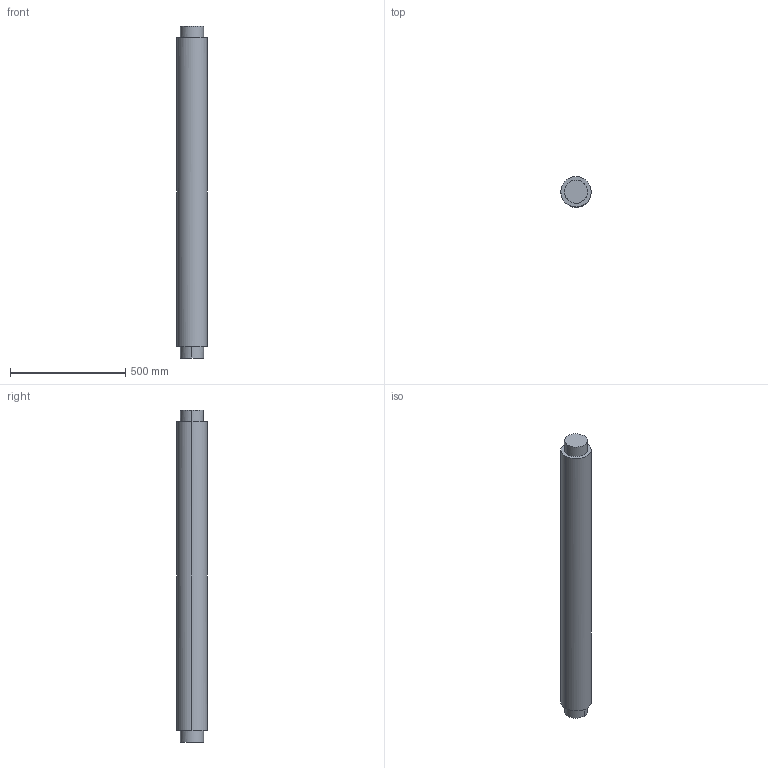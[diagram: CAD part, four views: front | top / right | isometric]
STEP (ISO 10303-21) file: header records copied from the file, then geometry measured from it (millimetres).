
FILE_DESCRIPTION (( 'STEP AP203' ), '1' );
FILE_NAME ('Part1-M5 - Model_004_merkez.IGS_Default_sldprt.STEP', '2023-01-17T08:18:13', ( '' ), ( '' ), 'SwSTEP 2.0', 'SolidWorks 2019', '' );
FILE_SCHEMA (( 'CONFIG_CONTROL_DESIGN' ));
Length unit declared in the file: millimetre
Products named in the file (1): Part1-M5 - Model_004_merkez.IGS_Default_sldprt
Bounding box: 131.51 x 131.31 x 1440.34 mm (x, y, z)
Volume: 18997083.1 mm3; surface area: 612573.7 mm2
Topology: 1 solids, 1 shells, 10 faces, 18 edges, 12 vertices
Faces by surface type: bspline 10
Entity records: 726 total; most frequent: CARTESIAN_POINT 522, ORIENTED_EDGE 36, EDGE_CURVE 18, B_SPLINE_CURVE_WITH_KNOTS 16, EDGE_LOOP 12, VERTEX_POINT 12, ADVANCED_FACE 10, FACE_OUTER_BOUND 10
